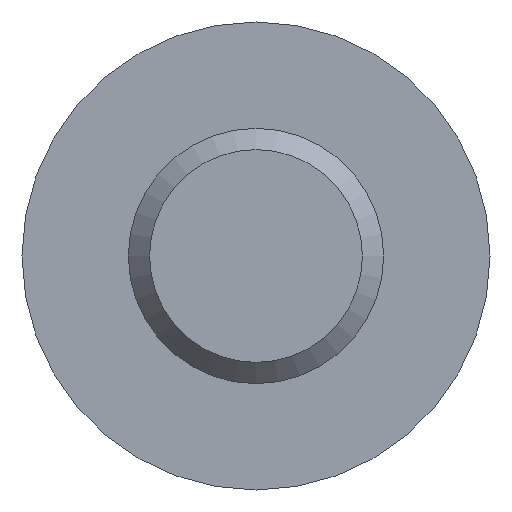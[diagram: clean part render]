
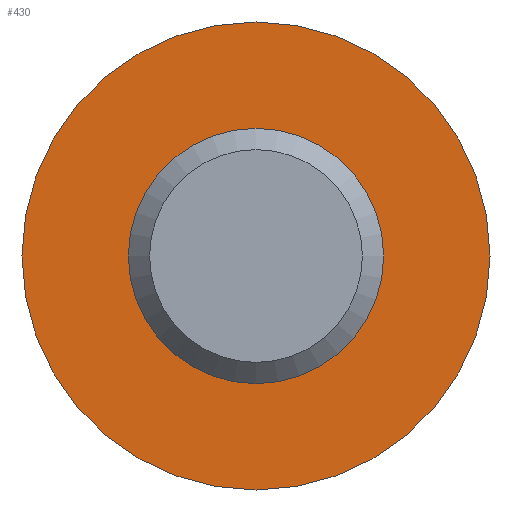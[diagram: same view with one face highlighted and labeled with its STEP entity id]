
A CAD part, front view. The second image highlights one B-rep face of the part: STEP entity #430.
In plain terms, the highlighted planar face has unit normal (0, -1, 0).
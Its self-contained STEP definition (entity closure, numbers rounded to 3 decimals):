
#6 = EDGE_LOOP ( 'NONE', ( #366 ) ) ;
#55 = CARTESIAN_POINT ( 'NONE',  ( 0., 5., 0. ) ) ;
#61 = DIRECTION ( 'NONE',  ( 0., 0., -1. ) ) ;
#110 = CARTESIAN_POINT ( 'NONE',  ( 0., 5., -2.75 ) ) ;
#152 = PLANE ( 'NONE',  #335 ) ;
#155 = DIRECTION ( 'NONE',  ( 0., 0., 1. ) ) ;
#169 = EDGE_LOOP ( 'NONE', ( #407 ) ) ;
#173 = EDGE_CURVE ( 'NONE', #516, #516, #442, .T. ) ;
#192 = VERTEX_POINT ( 'NONE', #110 ) ;
#210 = EDGE_CURVE ( 'NONE', #192, #192, #466, .T. ) ;
#226 = DIRECTION ( 'NONE',  ( 0., 0., -1. ) ) ;
#262 = CARTESIAN_POINT ( 'NONE',  ( 0., 5., 0. ) ) ;
#314 = CARTESIAN_POINT ( 'NONE',  ( 0., 5., -1.5 ) ) ;
#322 = AXIS2_PLACEMENT_3D ( 'NONE', #55, #474, #226 ) ;
#335 = AXIS2_PLACEMENT_3D ( 'NONE', #381, #423, #155 ) ;
#339 = FACE_BOUND ( 'NONE', #169, .T. ) ;
#345 = AXIS2_PLACEMENT_3D ( 'NONE', #262, #422, #61 ) ;
#366 = ORIENTED_EDGE ( 'NONE', *, *, #210, .T. ) ;
#381 = CARTESIAN_POINT ( 'NONE',  ( -1.5, 5., 0. ) ) ;
#407 = ORIENTED_EDGE ( 'NONE', *, *, #173, .F. ) ;
#422 = DIRECTION ( 'NONE',  ( 0., -1., 0. ) ) ;
#423 = DIRECTION ( 'NONE',  ( 0., 1., 0. ) ) ;
#430 = ADVANCED_FACE ( 'NONE', ( #339, #503 ), #152, .F. ) ;
#442 = CIRCLE ( 'NONE', #322, 1.5 ) ;
#466 = CIRCLE ( 'NONE', #345, 2.75 ) ;
#474 = DIRECTION ( 'NONE',  ( 0., -1., 0. ) ) ;
#503 = FACE_OUTER_BOUND ( 'NONE', #6, .T. ) ;
#516 = VERTEX_POINT ( 'NONE', #314 ) ;
